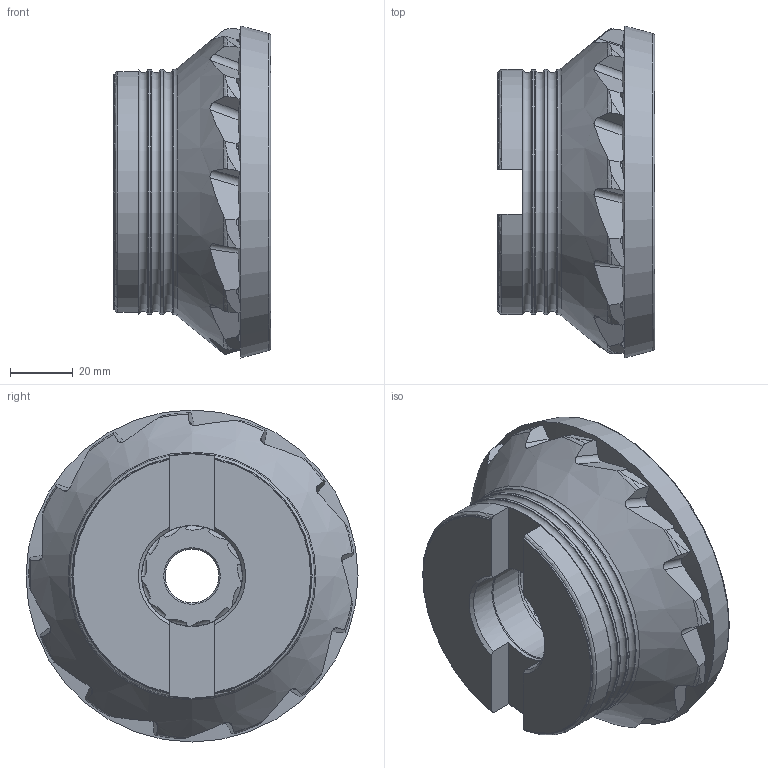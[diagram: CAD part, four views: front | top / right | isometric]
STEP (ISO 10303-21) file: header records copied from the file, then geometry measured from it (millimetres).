
FILE_DESCRIPTION (( 'STEP AP214' ), '1' );
FILE_NAME ('75PP_100_T09_13.STEP', '2015-10-22T08:50:10', ( '' ), ( '' ), 'SwSTEP 2.0', 'SolidWorks 2015', '' );
FILE_SCHEMA (( 'AUTOMOTIVE_DESIGN' ));
Length unit declared in the file: millimetre
Products named in the file (1): 75PP_100_T09_13
Bounding box: 50.01 x 105.62 x 105.62 mm (x, y, z)
Volume: 247342.2 mm3; surface area: 41152.8 mm2
Topology: 1 solids, 14 shells, 348 faces, 1023 edges, 677 vertices
Faces by surface type: plane 179, cylinder 87, cone 54, torus 28
Full cylindrical faces by diameter (mm): 3 x13, 3.3 x13, 17 x1, 25 x1, 32 x1, 32.15 x1, 32.3 x1, 78 x2
Entity records: 13395 total; most frequent: CARTESIAN_POINT 5175, ORIENTED_EDGE 1800, DIRECTION 1324, EDGE_CURVE 900, VERTEX_POINT 622, AXIS2_PLACEMENT_3D 511, EDGE_LOOP 418, FACE_OUTER_BOUND 392
